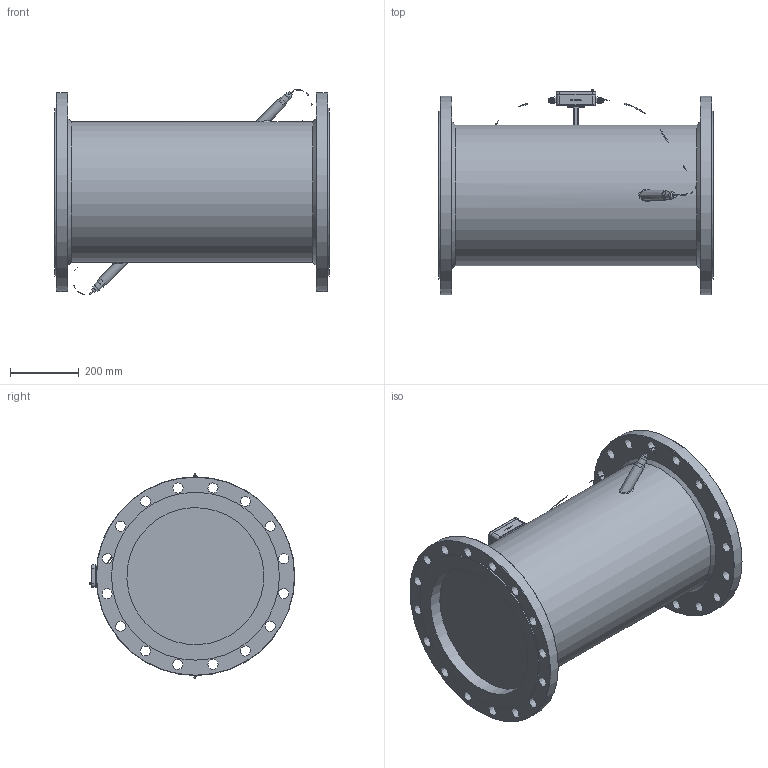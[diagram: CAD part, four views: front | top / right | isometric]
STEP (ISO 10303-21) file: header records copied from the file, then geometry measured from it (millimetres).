
FILE_DESCRIPTION(/* description */ (''),/* implementation_level */ '2;1');
FILE_NAME(/* name */ 'DN400.stp',/* time_stamp */ '2015-07-29T10:47:07+03:00',/* author */ ('ZavodPSI'),/* organization */ (''),/* preprocessor_version */ 'ST-DEVELOPER v15.6',/* originating_system */ 'Autodesk Inventor 2015',/* authorisation */ '');
FILE_SCHEMA (('AUTOMOTIVE_DESIGN { 1 0 10303 214 3 1 1 }'));
Length unit declared in the file: millimetre
Products named in the file (1): DN400
Bounding box: 800 x 600 x 600.05 mm (x, y, z)
Volume: 105275541.1 mm3; surface area: 2162705.7 mm2
Topology: 20 solids, 20 shells, 628 faces, 1667 edges, 1101 vertices
Faces by surface type: plane 416, cylinder 171, bspline 25, torus 12, cone 4
Full cylindrical faces by diameter (mm): 2 x1, 4 x3, 6 x2, 12 x2, 14 x2, 21 x2, 23 x2, 30 x34, 400 x2, 410 x1, 490 x2, 580 x2
Entity records: 24847 total; most frequent: CARTESIAN_POINT 8541, ORIENTED_EDGE 3200, DIRECTION 3108, EDGE_CURVE 1600, LINE 1176, VECTOR 1176, VERTEX_POINT 1098, AXIS2_PLACEMENT_3D 966
